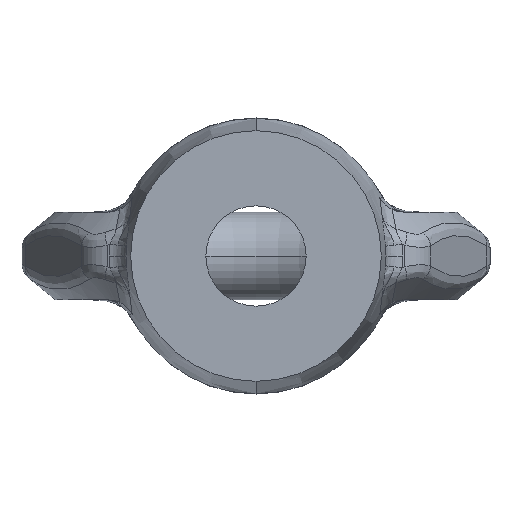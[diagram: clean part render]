
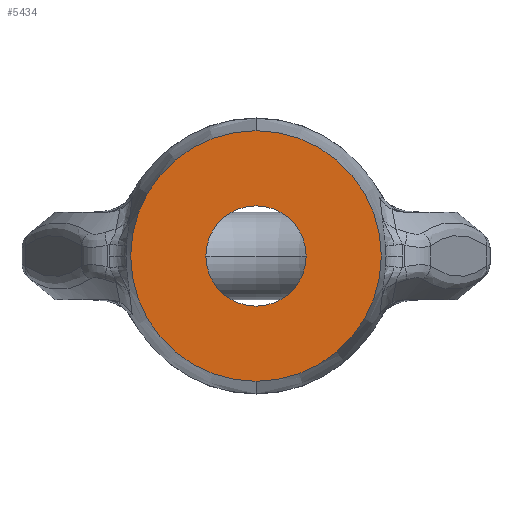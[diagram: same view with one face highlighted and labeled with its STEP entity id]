
A CAD part, front view. The second image highlights one B-rep face of the part: STEP entity #5434.
In plain terms, the highlighted planar face has unit normal (0, -1, 0).
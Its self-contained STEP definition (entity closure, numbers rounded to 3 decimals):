
#227 = ORIENTED_EDGE ( 'NONE', *, *, #3237, .T. ) ;
#253 = AXIS2_PLACEMENT_3D ( 'NONE', #6195, #1732, #1778 ) ;
#423 = ORIENTED_EDGE ( 'NONE', *, *, #2901, .F. ) ;
#912 = CARTESIAN_POINT ( 'NONE',  ( 0., 0., 15. ) ) ;
#1186 = DIRECTION ( 'NONE',  ( 0., 0., 1. ) ) ;
#1291 = VERTEX_POINT ( 'NONE', #2296 ) ;
#1360 = DIRECTION ( 'NONE',  ( 0., 1., 0. ) ) ;
#1463 = AXIS2_PLACEMENT_3D ( 'NONE', #4841, #1360, #2432 ) ;
#1494 = VERTEX_POINT ( 'NONE', #912 ) ;
#1660 = CIRCLE ( 'NONE', #5252, 15. ) ;
#1732 = DIRECTION ( 'NONE',  ( 0., 1., 0. ) ) ;
#1769 = CIRCLE ( 'NONE', #6027, 6. ) ;
#1778 = DIRECTION ( 'NONE',  ( 0., 0., 1. ) ) ;
#2063 = DIRECTION ( 'NONE',  ( 0., 0., 1. ) ) ;
#2114 = CARTESIAN_POINT ( 'NONE',  ( 0., 0., -15. ) ) ;
#2278 = VERTEX_POINT ( 'NONE', #4255 ) ;
#2296 = CARTESIAN_POINT ( 'NONE',  ( 0., 0., 6. ) ) ;
#2377 = DIRECTION ( 'NONE',  ( 0., 1., 0. ) ) ;
#2432 = DIRECTION ( 'NONE',  ( 0., 0., 1. ) ) ;
#2901 = EDGE_CURVE ( 'NONE', #3658, #1494, #5528, .T. ) ;
#2965 = DIRECTION ( 'NONE',  ( 0., 1., 0. ) ) ;
#3237 = EDGE_CURVE ( 'NONE', #2278, #1291, #3923, .T. ) ;
#3636 = DIRECTION ( 'NONE',  ( 0., 1., 0. ) ) ;
#3658 = VERTEX_POINT ( 'NONE', #2114 ) ;
#3747 = EDGE_LOOP ( 'NONE', ( #3946, #423 ) ) ;
#3842 = EDGE_CURVE ( 'NONE', #1494, #3658, #1660, .T. ) ;
#3923 = CIRCLE ( 'NONE', #1463, 6. ) ;
#3946 = ORIENTED_EDGE ( 'NONE', *, *, #3842, .F. ) ;
#4046 = CARTESIAN_POINT ( 'NONE',  ( 0., 0., 0. ) ) ;
#4151 = CARTESIAN_POINT ( 'NONE',  ( 0., 0., 0. ) ) ;
#4208 = EDGE_CURVE ( 'NONE', #1291, #2278, #1769, .T. ) ;
#4255 = CARTESIAN_POINT ( 'NONE',  ( 0., 0., -6. ) ) ;
#4390 = PLANE ( 'NONE',  #6077 ) ;
#4434 = DIRECTION ( 'NONE',  ( 0., 0., 1. ) ) ;
#4563 = FACE_BOUND ( 'NONE', #5186, .T. ) ;
#4714 = FACE_OUTER_BOUND ( 'NONE', #3747, .T. ) ;
#4841 = CARTESIAN_POINT ( 'NONE',  ( 0., 0., 0. ) ) ;
#5186 = EDGE_LOOP ( 'NONE', ( #5888, #227 ) ) ;
#5252 = AXIS2_PLACEMENT_3D ( 'NONE', #4151, #3636, #1186 ) ;
#5434 = ADVANCED_FACE ( 'NONE', ( #4563, #4714 ), #4390, .F. ) ;
#5528 = CIRCLE ( 'NONE', #253, 15. ) ;
#5888 = ORIENTED_EDGE ( 'NONE', *, *, #4208, .T. ) ;
#6027 = AXIS2_PLACEMENT_3D ( 'NONE', #4046, #2965, #2063 ) ;
#6077 = AXIS2_PLACEMENT_3D ( 'NONE', #6361, #2377, #4434 ) ;
#6195 = CARTESIAN_POINT ( 'NONE',  ( 0., 0., 0. ) ) ;
#6361 = CARTESIAN_POINT ( 'NONE',  ( -15., 0., 5.25 ) ) ;
